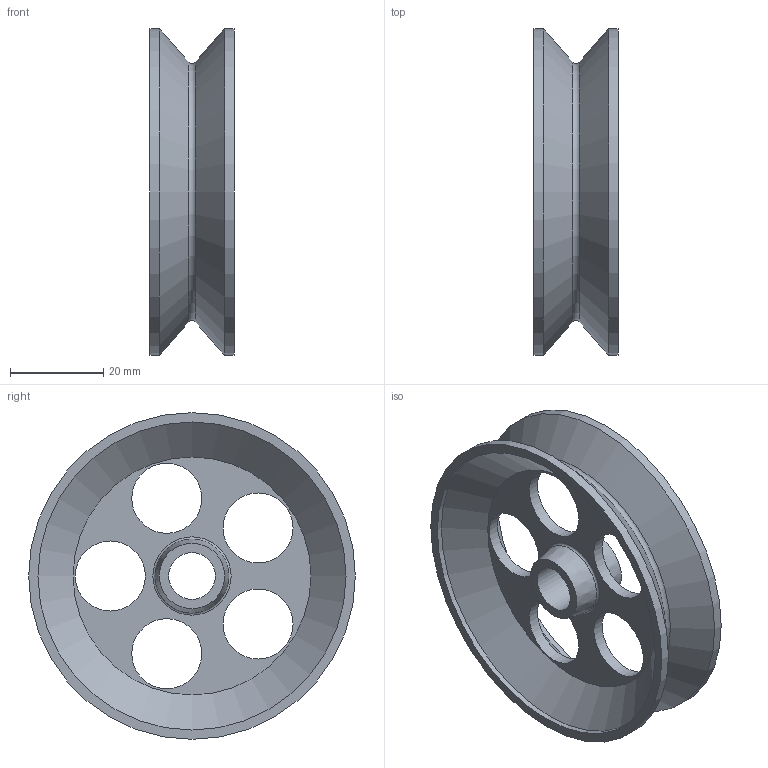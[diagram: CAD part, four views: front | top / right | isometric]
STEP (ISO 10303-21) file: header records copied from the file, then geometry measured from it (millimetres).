
FILE_DESCRIPTION (( 'STEP AP203' ), '1' );
FILE_NAME ('12070A.STEP', '2023-01-20T13:46:52', ( '' ), ( '' ), 'SwSTEP 2.0', 'SolidWorks 2022', '' );
FILE_SCHEMA (( 'CONFIG_CONTROL_DESIGN' ));
Length unit declared in the file: millimetre
Products named in the file (1): 12070A
Bounding box: 18 x 70 x 70 mm (x, y, z)
Volume: 12966.7 mm3; surface area: 13556 mm2
Topology: 1 solids, 1 shells, 292 faces, 773 edges, 511 vertices
Faces by surface type: bspline 141, plane 132, cylinder 10, cone 6, torus 3
Full cylindrical faces by diameter (mm): 10.005 x1, 15 x5, 66 x2, 70 x2
Entity records: 16496 total; most frequent: CARTESIAN_POINT 10209, ORIENTED_EDGE 1496, DIRECTION 803, EDGE_CURVE 748, VERTEX_POINT 505, VECTOR 421, LINE 421, EDGE_LOOP 355
